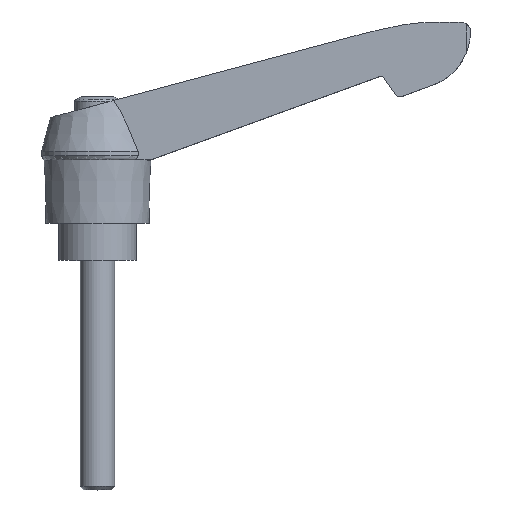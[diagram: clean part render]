
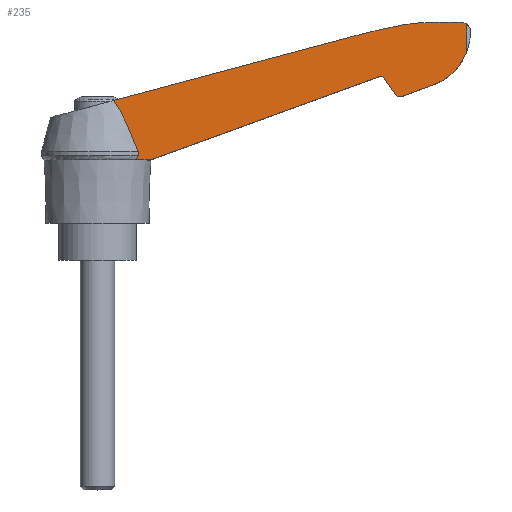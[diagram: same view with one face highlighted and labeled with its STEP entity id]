
A CAD part, top view. The second image highlights one B-rep face of the part: STEP entity #235.
In plain terms, the highlighted planar face has unit normal (0.034, 0, 0.999).
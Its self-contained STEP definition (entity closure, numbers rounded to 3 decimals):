
#235 = ADVANCED_FACE( '', ( #489 ), #490, .F. );
#489 = FACE_OUTER_BOUND( '', #755, .T. );
#490 = PLANE( '', #756 );
#755 = EDGE_LOOP( '', ( #1381, #1382, #1383, #1384, #1385, #1386, #1387, #1388, #1389, #1390, #1391, #1392, #1393, #1394, #1395, #1396 ) );
#756 = AXIS2_PLACEMENT_3D( '', #1397, #1398, #1399 );
#1381 = ORIENTED_EDGE( '', *, *, #1698, .F. );
#1382 = ORIENTED_EDGE( '', *, *, #1827, .T. );
#1383 = ORIENTED_EDGE( '', *, *, #1634, .F. );
#1384 = ORIENTED_EDGE( '', *, *, #1847, .F. );
#1385 = ORIENTED_EDGE( '', *, *, #1707, .T. );
#1386 = ORIENTED_EDGE( '', *, *, #1834, .F. );
#1387 = ORIENTED_EDGE( '', *, *, #1785, .F. );
#1388 = ORIENTED_EDGE( '', *, *, #1817, .F. );
#1389 = ORIENTED_EDGE( '', *, *, #1663, .F. );
#1390 = ORIENTED_EDGE( '', *, *, #1703, .F. );
#1391 = ORIENTED_EDGE( '', *, *, #1848, .F. );
#1392 = ORIENTED_EDGE( '', *, *, #1628, .F. );
#1393 = ORIENTED_EDGE( '', *, *, #1607, .F. );
#1394 = ORIENTED_EDGE( '', *, *, #1844, .F. );
#1395 = ORIENTED_EDGE( '', *, *, #1682, .F. );
#1396 = ORIENTED_EDGE( '', *, *, #1849, .F. );
#1397 = CARTESIAN_POINT( '', ( 0., 46.5, 6.943 ) );
#1398 = DIRECTION( '', ( -0.034, 0., -0.999 ) );
#1399 = DIRECTION( '', ( -0.999, 0., 0.034 ) );
#1607 = EDGE_CURVE( '', #1926, #1921, #1928, .T. );
#1628 = EDGE_CURVE( '', #1921, #1959, #1963, .T. );
#1634 = EDGE_CURVE( '', #1972, #1973, #1974, .T. );
#1663 = EDGE_CURVE( '', #2026, #2005, #2028, .T. );
#1682 = EDGE_CURVE( '', #2058, #2059, #2060, .T. );
#1698 = EDGE_CURVE( '', #2082, #2084, #2085, .T. );
#1703 = EDGE_CURVE( '', #2090, #2026, #2092, .T. );
#1707 = EDGE_CURVE( '', #2099, #2097, #2100, .T. );
#1785 = EDGE_CURVE( '', #2216, #2211, #2218, .T. );
#1817 = EDGE_CURVE( '', #2005, #2216, #2258, .T. );
#1827 = EDGE_CURVE( '', #2082, #1973, #2268, .T. );
#1834 = EDGE_CURVE( '', #2211, #2097, #2275, .T. );
#1844 = EDGE_CURVE( '', #2059, #1926, #2287, .T. );
#1847 = EDGE_CURVE( '', #2099, #1972, #2290, .T. );
#1848 = EDGE_CURVE( '', #1959, #2090, #2291, .T. );
#1849 = EDGE_CURVE( '', #2084, #2058, #2292, .T. );
#1921 = VERTEX_POINT( '', #2373 );
#1926 = VERTEX_POINT( '', #2379 );
#1928 = ELLIPSE( '', #2382, 35.02, 35. );
#1959 = VERTEX_POINT( '', #2422 );
#1963 = ELLIPSE( '', #2427, 35.02, 35. );
#1972 = VERTEX_POINT( '', #2438 );
#1973 = VERTEX_POINT( '', #2439 );
#1974 = LINE( '', #2440, #2441 );
#2005 = VERTEX_POINT( '', #2481 );
#2026 = VERTEX_POINT( '', #2547 );
#2028 = ELLIPSE( '', #2572, 10.006, 10. );
#2058 = VERTEX_POINT( '', #2611 );
#2059 = VERTEX_POINT( '', #2612 );
#2060 = LINE( '', #2613, #2614 );
#2082 = VERTEX_POINT( '', #2668 );
#2084 = VERTEX_POINT( '', #2670 );
#2085 = LINE( '', #2671, #2672 );
#2090 = VERTEX_POINT( '', #2678 );
#2092 = LINE( '', #2689, #2690 );
#2097 = VERTEX_POINT( '', #2695 );
#2099 = VERTEX_POINT( '', #2698 );
#2100 = ELLIPSE( '', #2699, 0.7, 0.7 );
#2211 = VERTEX_POINT( '', #2850 );
#2216 = VERTEX_POINT( '', #2856 );
#2218 = ELLIPSE( '', #2859, 1.001, 1. );
#2258 = LINE( '', #2930, #2931 );
#2268 = B_SPLINE_CURVE_WITH_KNOTS( '', 3, ( #2951, #2952, #2953, #2954, #2955, #2956 ), .UNSPECIFIED., .F., .F., ( 4, 2, 4 ), ( 0., 0.001, 0.001 ), .UNSPECIFIED. );
#2275 = LINE( '', #2965, #2966 );
#2287 = ELLIPSE( '', #2982, 141.08, 141. );
#2290 = LINE( '', #2985, #2986 );
#2291 = ELLIPSE( '', #2987, 1.601, 1.6 );
#2292 = B_SPLINE_CURVE_WITH_KNOTS( '', 3, ( #2988, #2989, #2990, #2991, #2992, #2993, #2994, #2995, #2996, #2997, #2998, #2999 ), .UNSPECIFIED., .F., .F., ( 4, 2, 2, 2, 2, 4 ), ( 0., 0.002, 0.005, 0.007, 0.009, 0.01 ), .UNSPECIFIED. );
#2373 = CARTESIAN_POINT( '', ( 59.7, 41.5, 4.929 ) );
#2379 = CARTESIAN_POINT( '', ( 53., 41., 5.155 ) );
#2382 = AXIS2_PLACEMENT_3D( '', #3080, #3081, #3082 );
#2422 = CARTESIAN_POINT( '', ( 63.6, 41.487, 4.797 ) );
#2427 = AXIS2_PLACEMENT_3D( '', #3108, #3109, #3110 );
#2438 = CARTESIAN_POINT( '', ( 9.2, 17.5, 6.633 ) );
#2439 = CARTESIAN_POINT( '', ( 6.456, 17.5, 6.725 ) );
#2440 = CARTESIAN_POINT( '', ( -0.095, 17.5, 6.946 ) );
#2441 = VECTOR( '', #3116, 1000. );
#2481 = CARTESIAN_POINT( '', ( 57.9, 30.347, 4.99 ) );
#2547 = CARTESIAN_POINT( '', ( 64.324, 36.302, 4.773 ) );
#2572 = AXIS2_PLACEMENT_3D( '', #3154, #3155, #3156 );
#2611 = CARTESIAN_POINT( '', ( 2.77, 27.859, 6.849 ) );
#2612 = CARTESIAN_POINT( '', ( 43.4, 38.746, 5.479 ) );
#2613 = CARTESIAN_POINT( '', ( 43.266, 38.71, 5.483 ) );
#2614 = VECTOR( '', #3178, 1000. );
#2668 = CARTESIAN_POINT( '', ( 7.079, 18.24, 6.704 ) );
#2670 = CARTESIAN_POINT( '', ( 7.079, 19., 6.704 ) );
#2671 = CARTESIAN_POINT( '', ( 7.079, 55.578, 6.704 ) );
#2672 = VECTOR( '', #3196, 1000. );
#2678 = CARTESIAN_POINT( '', ( 64.324, 41.207, 4.773 ) );
#2689 = CARTESIAN_POINT( '', ( 64.324, 46.5, 4.773 ) );
#2690 = VECTOR( '', #3201, 1000. );
#2695 = CARTESIAN_POINT( '', ( 49.953, 31.781, 5.258 ) );
#2698 = CARTESIAN_POINT( '', ( 49.14, 32.037, 5.285 ) );
#2699 = AXIS2_PLACEMENT_3D( '', #3206, #3207, #3208 );
#2850 = CARTESIAN_POINT( '', ( 51.927, 28.962, 5.191 ) );
#2856 = CARTESIAN_POINT( '', ( 53.088, 28.596, 5.152 ) );
#2859 = AXIS2_PLACEMENT_3D( '', #3302, #3303, #3304 );
#2930 = CARTESIAN_POINT( '', ( 52.951, 28.546, 5.156 ) );
#2931 = VECTOR( '', #3338, 1000. );
#2951 = CARTESIAN_POINT( '', ( 7.079, 18.24, 6.704 ) );
#2952 = CARTESIAN_POINT( '', ( 7.06, 18.071, 6.705 ) );
#2953 = CARTESIAN_POINT( '', ( 6.979, 17.916, 6.707 ) );
#2954 = CARTESIAN_POINT( '', ( 6.752, 17.666, 6.715 ) );
#2955 = CARTESIAN_POINT( '', ( 6.61, 17.571, 6.72 ) );
#2956 = CARTESIAN_POINT( '', ( 6.456, 17.5, 6.725 ) );
#2965 = CARTESIAN_POINT( '', ( 49.903, 31.852, 5.259 ) );
#2966 = VECTOR( '', #3354, 1000. );
#2982 = AXIS2_PLACEMENT_3D( '', #3362, #3363, #3364 );
#2985 = CARTESIAN_POINT( '', ( 9.107, 17.466, 6.636 ) );
#2986 = VECTOR( '', #3365, 1000. );
#2987 = AXIS2_PLACEMENT_3D( '', #3366, #3367, #3368 );
#2988 = CARTESIAN_POINT( '', ( 7.079, 19., 6.704 ) );
#2989 = CARTESIAN_POINT( '', ( 6.787, 19.77, 6.714 ) );
#2990 = CARTESIAN_POINT( '', ( 6.487, 20.537, 6.724 ) );
#2991 = CARTESIAN_POINT( '', ( 5.863, 22.061, 6.745 ) );
#2992 = CARTESIAN_POINT( '', ( 5.539, 22.819, 6.756 ) );
#2993 = CARTESIAN_POINT( '', ( 4.854, 24.317, 6.779 ) );
#2994 = CARTESIAN_POINT( '', ( 4.492, 25.057, 6.791 ) );
#2995 = CARTESIAN_POINT( '', ( 3.899, 26.141, 6.811 ) );
#2996 = CARTESIAN_POINT( '', ( 3.693, 26.497, 6.818 ) );
#2997 = CARTESIAN_POINT( '', ( 3.254, 27.194, 6.833 ) );
#2998 = CARTESIAN_POINT( '', ( 3.022, 27.535, 6.841 ) );
#2999 = CARTESIAN_POINT( '', ( 2.77, 27.859, 6.849 ) );
#3080 = CARTESIAN_POINT( '', ( 58.943, 6.508, 4.954 ) );
#3081 = DIRECTION( '', ( -0.034, 0., -0.999 ) );
#3082 = DIRECTION( '', ( 0.999, 0., -0.034 ) );
#3108 = CARTESIAN_POINT( '', ( 61.538, 6.548, 4.867 ) );
#3109 = DIRECTION( '', ( -0.034, 0., -0.999 ) );
#3110 = DIRECTION( '', ( 0.999, 0., -0.034 ) );
#3116 = DIRECTION( '', ( -0.999, 0., 0.034 ) );
#3154 = CARTESIAN_POINT( '', ( 55., 39.917, 5.087 ) );
#3155 = DIRECTION( '', ( -0.034, 0., -0.999 ) );
#3156 = DIRECTION( '', ( 0.999, 0., -0.034 ) );
#3178 = DIRECTION( '', ( 0.965, 0.259, -0.033 ) );
#3196 = DIRECTION( '', ( 0., 1., 0. ) );
#3201 = DIRECTION( '', ( 0., -1., 0. ) );
#3206 = CARTESIAN_POINT( '', ( 49.38, 31.379, 5.277 ) );
#3207 = DIRECTION( '', ( -0.034, 0., -0.999 ) );
#3208 = DIRECTION( '', ( 0.999, 0., -0.034 ) );
#3302 = CARTESIAN_POINT( '', ( 52.746, 29.535, 5.163 ) );
#3303 = DIRECTION( '', ( -0.034, 0., -0.999 ) );
#3304 = DIRECTION( '', ( 0.999, 0., -0.034 ) );
#3338 = DIRECTION( '', ( -0.939, -0.342, 0.032 ) );
#3354 = DIRECTION( '', ( -0.573, 0.819, 0.019 ) );
#3362 = CARTESIAN_POINT( '', ( 80.407, -97.311, 4.23 ) );
#3363 = DIRECTION( '', ( -0.034, 0., -0.999 ) );
#3364 = DIRECTION( '', ( 0.999, 0., -0.034 ) );
#3365 = DIRECTION( '', ( -0.939, -0.342, 0.032 ) );
#3366 = CARTESIAN_POINT( '', ( 63.4, 39.9, 4.804 ) );
#3367 = DIRECTION( '', ( -0.034, 0., -0.999 ) );
#3368 = DIRECTION( '', ( 0.999, 0., -0.034 ) );
